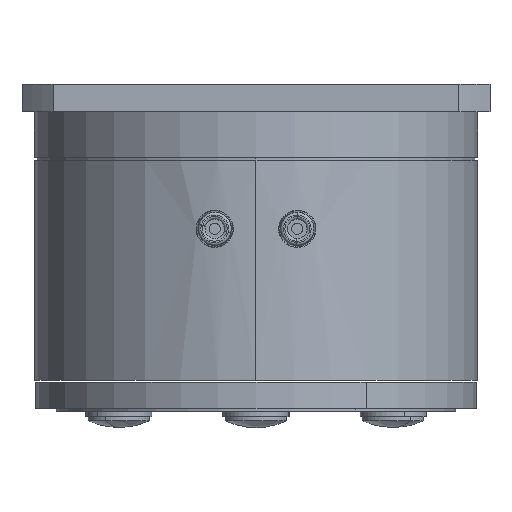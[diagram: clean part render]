
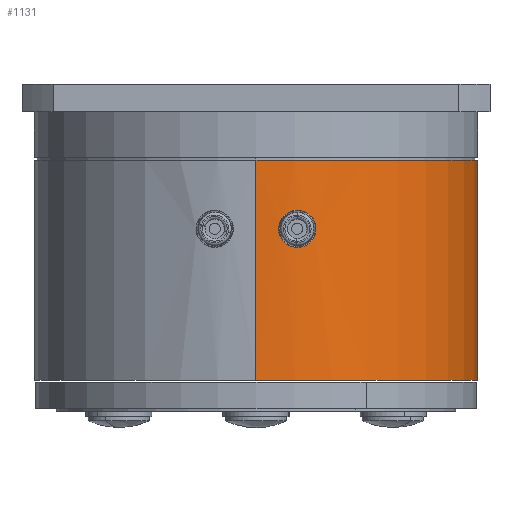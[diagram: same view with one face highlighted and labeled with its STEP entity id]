
A CAD part, front view. The second image highlights one B-rep face of the part: STEP entity #1131.
In plain terms, the highlighted cylindrical face has radius 16.1 mm (diameter 32.2 mm), a partial arc.
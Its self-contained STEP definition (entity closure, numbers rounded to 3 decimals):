
#20 = CARTESIAN_POINT ( 'NONE',  ( 3.595, -15.694, -9.285 ) ) ;
#22 = EDGE_CURVE ( 'NONE', #3697, #5824, #3533, .T. ) ;
#46 = CARTESIAN_POINT ( 'NONE',  ( 0., 16.1, -21.5 ) ) ;
#342 = CARTESIAN_POINT ( 'NONE',  ( 2.65, -15.881, -11.815 ) ) ;
#366 = EDGE_LOOP ( 'NONE', ( #6488, #6417 ) ) ;
#405 = CARTESIAN_POINT ( 'NONE',  ( 1.65, -16.015, -10.323 ) ) ;
#438 = CARTESIAN_POINT ( 'NONE',  ( 2.324, -15.932, -9.318 ) ) ;
#450 = CARTESIAN_POINT ( 'NONE',  ( 3.672, -15.676, -9.326 ) ) ;
#482 = CARTESIAN_POINT ( 'NONE',  ( 3.818, -15.641, -9.422 ) ) ;
#484 = EDGE_CURVE ( 'NONE', #6380, #745, #3759, .T. ) ;
#551 = CARTESIAN_POINT ( 'NONE',  ( 3.887, -15.624, -9.479 ) ) ;
#575 = DIRECTION ( 'NONE',  ( 0., -1., 0. ) ) ;
#577 = CARTESIAN_POINT ( 'NONE',  ( 0., -16.1, -5.5 ) ) ;
#745 = VERTEX_POINT ( 'NONE', #1455 ) ;
#894 = CARTESIAN_POINT ( 'NONE',  ( 1.72, -16.008, -10.939 ) ) ;
#931 = CARTESIAN_POINT ( 'NONE',  ( 2.326, -15.932, -11.683 ) ) ;
#981 = CARTESIAN_POINT ( 'NONE',  ( 3.088, -15.801, -11.85 ) ) ;
#988 = CYLINDRICAL_SURFACE ( 'NONE', #2490, 16.1 ) ;
#1131 = ADVANCED_FACE ( 'NONE', ( #5702, #3608 ), #988, .T. ) ;
#1455 = CARTESIAN_POINT ( 'NONE',  ( 3., -15.818, -9.15 ) ) ;
#1465 = CARTESIAN_POINT ( 'NONE',  ( 1.925, -15.985, -11.335 ) ) ;
#1479 = CARTESIAN_POINT ( 'NONE',  ( 4.075, -15.576, -9.664 ) ) ;
#1510 = CARTESIAN_POINT ( 'NONE',  ( 0., 16.1, -5.5 ) ) ;
#1511 = CARTESIAN_POINT ( 'NONE',  ( 4.35, -15.501, -10.588 ) ) ;
#1544 = CARTESIAN_POINT ( 'NONE',  ( 4.306, -15.514, -10.854 ) ) ;
#1695 = B_SPLINE_CURVE_WITH_KNOTS ( 'NONE', 3,
 ( #6161, #4594, #6625, #20, #450, #482, #551, #1479, #4633, #2590, #3569, #1511, #4033, #1544, #2482, #2014, #1975, #6224, #5583, #5727, #3639, #2118, #981, #2616 ),
 .UNSPECIFIED., .F., .F.,
 ( 4, 2, 2, 2, 2, 2, 2, 2, 2, 2, 2, 4 ),
 ( 0., 0.001, 0.001, 0.001, 0.002, 0.002, 0.002, 0.003, 0.003, 0.004, 0.004, 0.004 ),
 .UNSPECIFIED. ) ;
#1864 = CARTESIAN_POINT ( 'NONE',  ( 1.685, -16.012, -10.146 ) ) ;
#1964 = CARTESIAN_POINT ( 'NONE',  ( 2.824, -15.851, -9.15 ) ) ;
#1975 = CARTESIAN_POINT ( 'NONE',  ( 4.076, -15.576, -11.334 ) ) ;
#2014 = CARTESIAN_POINT ( 'NONE',  ( 4.177, -15.549, -11.185 ) ) ;
#2022 = CARTESIAN_POINT ( 'NONE',  ( 0., 0., -5.5 ) ) ;
#2049 = CARTESIAN_POINT ( 'NONE',  ( 0., 0., -5.5 ) ) ;
#2111 = EDGE_CURVE ( 'NONE', #745, #6380, #1695, .T. ) ;
#2118 = CARTESIAN_POINT ( 'NONE',  ( 3.177, -15.784, -11.841 ) ) ;
#2245 = CARTESIAN_POINT ( 'NONE',  ( 3., -15.818, -11.85 ) ) ;
#2396 = CARTESIAN_POINT ( 'NONE',  ( 3., -15.818, -11.85 ) ) ;
#2422 = VERTEX_POINT ( 'NONE', #5245 ) ;
#2482 = CARTESIAN_POINT ( 'NONE',  ( 4.28, -15.521, -10.939 ) ) ;
#2490 = AXIS2_PLACEMENT_3D ( 'NONE', #2022, #4078, #5621 ) ;
#2590 = CARTESIAN_POINT ( 'NONE',  ( 4.313, -15.512, -10.141 ) ) ;
#2616 = CARTESIAN_POINT ( 'NONE',  ( 3., -15.818, -11.85 ) ) ;
#2714 = EDGE_CURVE ( 'NONE', #2853, #5824, #4625, .T. ) ;
#2724 = ORIENTED_EDGE ( 'NONE', *, *, #22, .T. ) ;
#2853 = VERTEX_POINT ( 'NONE', #3747 ) ;
#2970 = CARTESIAN_POINT ( 'NONE',  ( 1.83, -15.996, -9.821 ) ) ;
#3111 = ORIENTED_EDGE ( 'NONE', *, *, #2714, .F. ) ;
#3142 = ORIENTED_EDGE ( 'NONE', *, *, #5522, .F. ) ;
#3450 = CARTESIAN_POINT ( 'NONE',  ( 2.175, -15.953, -11.583 ) ) ;
#3482 = CARTESIAN_POINT ( 'NONE',  ( 1.694, -16.011, -10.853 ) ) ;
#3523 = CARTESIAN_POINT ( 'NONE',  ( 1.985, -15.977, -9.605 ) ) ;
#3533 = LINE ( 'NONE', #1510, #4355 ) ;
#3569 = CARTESIAN_POINT ( 'NONE',  ( 4.35, -15.501, -10.321 ) ) ;
#3608 = FACE_OUTER_BOUND ( 'NONE', #6562, .T. ) ;
#3639 = CARTESIAN_POINT ( 'NONE',  ( 3.348, -15.748, -11.807 ) ) ;
#3697 = VERTEX_POINT ( 'NONE', #46 ) ;
#3718 = AXIS2_PLACEMENT_3D ( 'NONE', #6617, #6119, #5198 ) ;
#3747 = CARTESIAN_POINT ( 'NONE',  ( 0., -16.1, -5.5 ) ) ;
#3759 = B_SPLINE_CURVE_WITH_KNOTS ( 'NONE', 3,
 ( #2396, #5026, #342, #931, #3450, #1465, #4444, #894, #3482, #4411, #6072, #405, #1864, #4482, #2970, #3910, #3523, #5975, #438, #4514, #1964, #5574 ),
 .UNSPECIFIED., .F., .F.,
 ( 4, 2, 2, 2, 2, 2, 2, 2, 2, 2, 4 ),
 ( 0.004, 0.005, 0.005, 0.006, 0.006, 0.006, 0.007, 0.007, 0.007, 0.008, 0.009 ),
 .UNSPECIFIED. ) ;
#3910 = CARTESIAN_POINT ( 'NONE',  ( 1.928, -15.984, -9.675 ) ) ;
#4033 = CARTESIAN_POINT ( 'NONE',  ( 4.341, -15.504, -10.679 ) ) ;
#4078 = DIRECTION ( 'NONE',  ( 0., 0., 1. ) ) ;
#4290 = ORIENTED_EDGE ( 'NONE', *, *, #5268, .T. ) ;
#4355 = VECTOR ( 'NONE', #5615, 1000. ) ;
#4411 = CARTESIAN_POINT ( 'NONE',  ( 1.659, -16.014, -10.679 ) ) ;
#4444 = CARTESIAN_POINT ( 'NONE',  ( 1.823, -15.997, -11.185 ) ) ;
#4482 = CARTESIAN_POINT ( 'NONE',  ( 1.788, -16., -9.899 ) ) ;
#4514 = CARTESIAN_POINT ( 'NONE',  ( 2.648, -15.882, -9.185 ) ) ;
#4594 = CARTESIAN_POINT ( 'NONE',  ( 3.178, -15.784, -9.15 ) ) ;
#4625 = CIRCLE ( 'NONE', #5484, 16.1 ) ;
#4633 = CARTESIAN_POINT ( 'NONE',  ( 4.176, -15.549, -9.814 ) ) ;
#4887 = CIRCLE ( 'NONE', #3718, 16.1 ) ;
#5026 = CARTESIAN_POINT ( 'NONE',  ( 2.826, -15.851, -11.85 ) ) ;
#5181 = LINE ( 'NONE', #577, #5984 ) ;
#5198 = DIRECTION ( 'NONE',  ( 0., -1., 0. ) ) ;
#5245 = CARTESIAN_POINT ( 'NONE',  ( 0., -16.1, -21.5 ) ) ;
#5268 = EDGE_CURVE ( 'NONE', #2422, #3697, #4887, .T. ) ;
#5484 = AXIS2_PLACEMENT_3D ( 'NONE', #2049, #6082, #575 ) ;
#5522 = EDGE_CURVE ( 'NONE', #2422, #2853, #5181, .T. ) ;
#5574 = CARTESIAN_POINT ( 'NONE',  ( 3., -15.818, -9.15 ) ) ;
#5583 = CARTESIAN_POINT ( 'NONE',  ( 3.675, -15.676, -11.682 ) ) ;
#5615 = DIRECTION ( 'NONE',  ( 0., 0., 1. ) ) ;
#5621 = DIRECTION ( 'NONE',  ( 0., -1., 0. ) ) ;
#5702 = FACE_BOUND ( 'NONE', #366, .T. ) ;
#5727 = CARTESIAN_POINT ( 'NONE',  ( 3.432, -15.73, -11.782 ) ) ;
#5746 = CARTESIAN_POINT ( 'NONE',  ( 0., 16.1, -5.5 ) ) ;
#5824 = VERTEX_POINT ( 'NONE', #5746 ) ;
#5975 = CARTESIAN_POINT ( 'NONE',  ( 2.173, -15.953, -9.418 ) ) ;
#5984 = VECTOR ( 'NONE', #6628, 1000. ) ;
#6072 = CARTESIAN_POINT ( 'NONE',  ( 1.65, -16.015, -10.591 ) ) ;
#6082 = DIRECTION ( 'NONE',  ( 0., 0., 1. ) ) ;
#6119 = DIRECTION ( 'NONE',  ( 0., 0., 1. ) ) ;
#6161 = CARTESIAN_POINT ( 'NONE',  ( 3., -15.818, -9.15 ) ) ;
#6224 = CARTESIAN_POINT ( 'NONE',  ( 3.824, -15.64, -11.584 ) ) ;
#6380 = VERTEX_POINT ( 'NONE', #2245 ) ;
#6417 = ORIENTED_EDGE ( 'NONE', *, *, #484, .T. ) ;
#6488 = ORIENTED_EDGE ( 'NONE', *, *, #2111, .T. ) ;
#6562 = EDGE_LOOP ( 'NONE', ( #4290, #2724, #3111, #3142 ) ) ;
#6617 = CARTESIAN_POINT ( 'NONE',  ( 0., 0., -21.5 ) ) ;
#6625 = CARTESIAN_POINT ( 'NONE',  ( 3.351, -15.748, -9.185 ) ) ;
#6628 = DIRECTION ( 'NONE',  ( 0., 0., 1. ) ) ;
